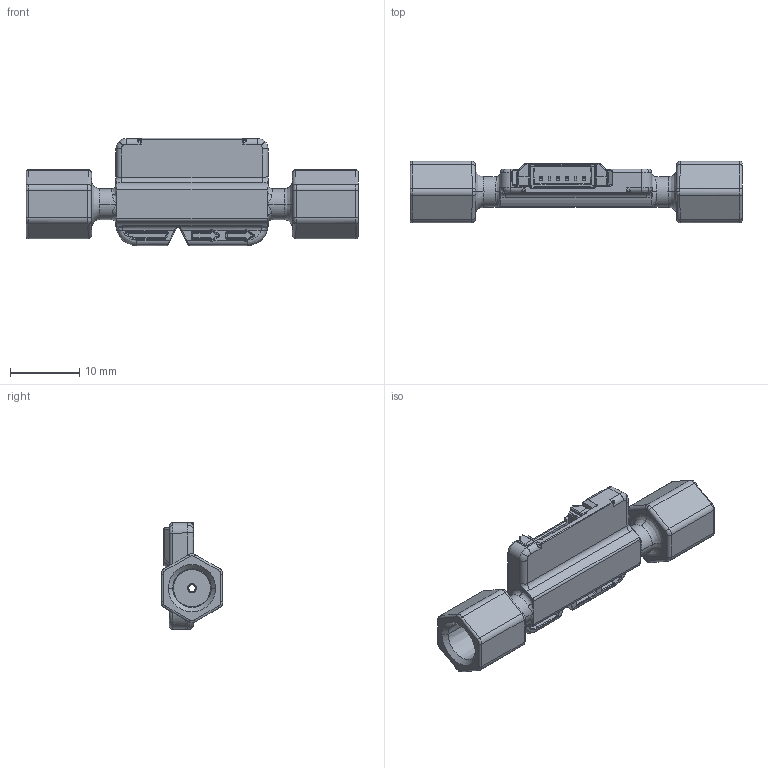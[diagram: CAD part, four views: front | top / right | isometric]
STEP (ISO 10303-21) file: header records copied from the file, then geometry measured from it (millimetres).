
FILE_DESCRIPTION (( 'STEP AP214' ), '1' );
FILE_NAME ('148757-00_Publikationsmodel SLF3x-0600F.step', '2020-11-09T16:12:28', ( '' ), ( '' ), 'SwSTEP 2.0', 'SolidWorks 2019', '' );
FILE_SCHEMA (( 'AUTOMOTIVE_DESIGN' ));
Length unit declared in the file: millimetre
Products named in the file (1): 148757-00_Publikationsmodel SLF3x-0600F
Bounding box: 48 x 8.9 x 15.49 mm (x, y, z)
Volume: 2295.5 mm3; surface area: 2635.8 mm2
Topology: 1 solids, 1 shells, 1008 faces, 2509 edges, 1479 vertices
Faces by surface type: plane 423, cylinder 294, bspline 214, sphere 39, torus 25, cone 13
Entity records: 43011 total; most frequent: CARTESIAN_POINT 10392, ORIENTED_EDGE 4946, DIRECTION 4044, EDGE_CURVE 2473, VERTEX_POINT 1479, LINE 1414, VECTOR 1414, AXIS2_PLACEMENT_3D 1315
